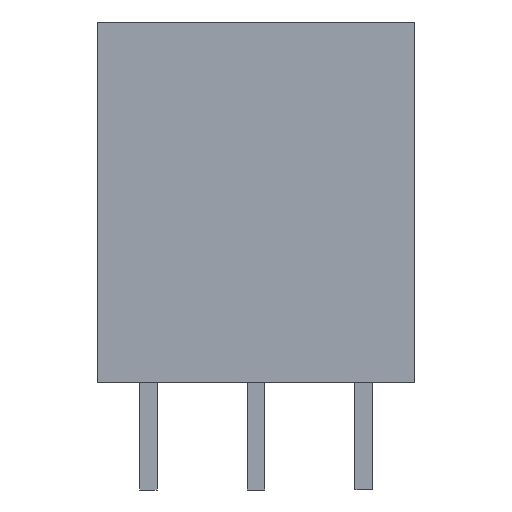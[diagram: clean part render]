
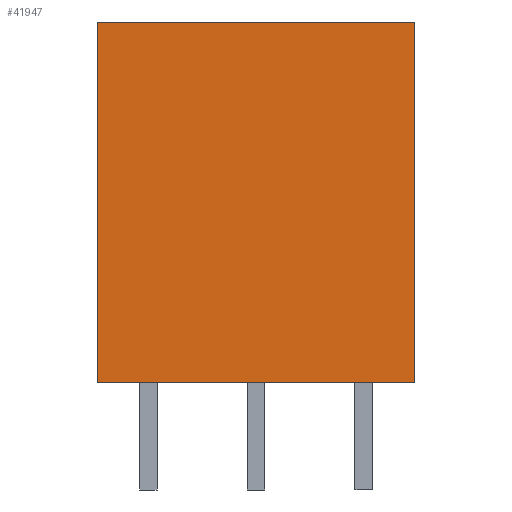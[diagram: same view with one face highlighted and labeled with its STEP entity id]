
A CAD part, left-side view. The second image highlights one B-rep face of the part: STEP entity #41947.
In plain terms, the highlighted planar face has unit normal (-1, 0, 0).
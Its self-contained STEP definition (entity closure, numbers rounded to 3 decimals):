
#40272=CARTESIAN_POINT('',(-40.894,3.747,0.0));
#40273=VERTEX_POINT('',#40272);
#40280=CARTESIAN_POINT('',(-40.894,3.747,8.509));
#40281=VERTEX_POINT('',#40280);
#40282=CARTESIAN_POINT('',(-40.894,3.747,8.509));
#40283=DIRECTION('',(0.0,0.0,-1.0));
#40284=VECTOR('',#40283,8.509);
#40285=LINE('',#40282,#40284);
#40286=EDGE_CURVE('',#40281,#40273,#40285,.T.);
#41132=CARTESIAN_POINT('',(-40.894,-3.747,0.0));
#41133=VERTEX_POINT('',#41132);
#41140=CARTESIAN_POINT('',(-40.894,-3.747,0.0));
#41141=DIRECTION('',(0.0,1.0,0.0));
#41142=VECTOR('',#41141,7.493);
#41143=LINE('',#41140,#41142);
#41144=EDGE_CURVE('',#41133,#40273,#41143,.T.);
#41296=CARTESIAN_POINT('',(-40.894,-3.747,8.509));
#41297=VERTEX_POINT('',#41296);
#41304=CARTESIAN_POINT('',(-40.894,-3.747,8.509));
#41305=DIRECTION('',(0.0,0.0,-1.0));
#41306=VECTOR('',#41305,8.509);
#41307=LINE('',#41304,#41306);
#41308=EDGE_CURVE('',#41297,#41133,#41307,.T.);
#41319=CARTESIAN_POINT('',(-40.894,3.747,8.509));
#41320=DIRECTION('',(0.0,-1.0,0.0));
#41321=VECTOR('',#41320,7.493);
#41322=LINE('',#41319,#41321);
#41323=EDGE_CURVE('',#40281,#41297,#41322,.T.);
#41936=CARTESIAN_POINT('',(-40.894,0.,4.255));
#41937=DIRECTION('',(1.0,0.0,0.0));
#41938=DIRECTION('',(0.0,0.0,1.0));
#41939=AXIS2_PLACEMENT_3D('',#41936,#41937,#41938);
#41940=PLANE('',#41939);
#41941=ORIENTED_EDGE('',*,*,#40286,.T.);
#41942=ORIENTED_EDGE('',*,*,#41144,.F.);
#41943=ORIENTED_EDGE('',*,*,#41308,.F.);
#41944=ORIENTED_EDGE('',*,*,#41323,.F.);
#41945=EDGE_LOOP('',(#41941,#41942,#41943,#41944));
#41946=FACE_OUTER_BOUND('',#41945,.T.);
#41947=ADVANCED_FACE('',(#41946),#41940,.F.);
